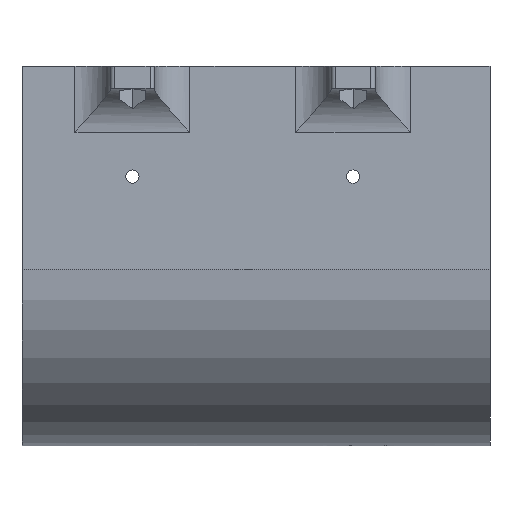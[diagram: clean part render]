
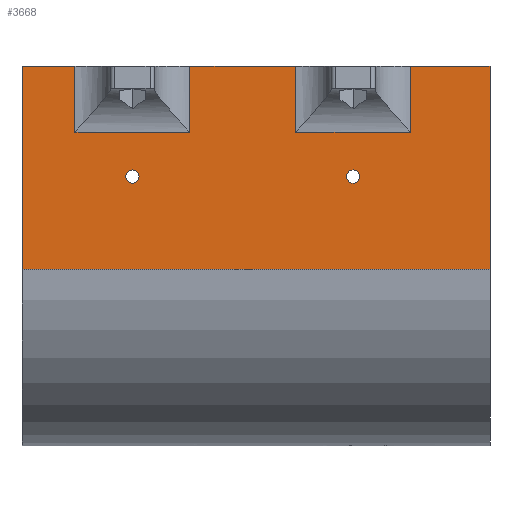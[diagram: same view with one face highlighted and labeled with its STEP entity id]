
A CAD part, left-side view. The second image highlights one B-rep face of the part: STEP entity #3668.
In plain terms, the highlighted planar face has unit normal (-1, 0, 0).
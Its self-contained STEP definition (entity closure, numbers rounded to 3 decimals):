
#15 = CARTESIAN_POINT ( 'NONE',  ( -40., 35., -2.5 ) ) ;
#129 = CIRCLE ( 'NONE', #1152, 1.5 ) ;
#147 = VERTEX_POINT ( 'NONE', #4811 ) ;
#157 = EDGE_CURVE ( 'NONE', #2931, #5105, #5468, .T. ) ;
#160 = CARTESIAN_POINT ( 'NONE',  ( -40., 85., -4. ) ) ;
#172 = CARTESIAN_POINT ( 'NONE',  ( -40., 98., 26. ) ) ;
#190 = VECTOR ( 'NONE', #4001, 1000. ) ;
#198 = PLANE ( 'NONE',  #4724 ) ;
#204 = VECTOR ( 'NONE', #3977, 1000. ) ;
#281 = ORIENTED_EDGE ( 'NONE', *, *, #2605, .F. ) ;
#330 = FACE_BOUND ( 'NONE', #3047, .T. ) ;
#416 = ORIENTED_EDGE ( 'NONE', *, *, #3375, .F. ) ;
#429 = ORIENTED_EDGE ( 'NONE', *, *, #5400, .F. ) ;
#515 = CARTESIAN_POINT ( 'NONE',  ( -40., 72., 6. ) ) ;
#518 = VECTOR ( 'NONE', #5668, 1000. ) ;
#522 = ORIENTED_EDGE ( 'NONE', *, *, #3949, .T. ) ;
#546 = VECTOR ( 'NONE', #2645, 1000. ) ;
#576 = VECTOR ( 'NONE', #2620, 1000. ) ;
#627 = LINE ( 'NONE', #4286, #1709 ) ;
#632 = DIRECTION ( 'NONE',  ( 0., 0., 1. ) ) ;
#639 = VERTEX_POINT ( 'NONE', #5659 ) ;
#642 = DIRECTION ( 'NONE',  ( -1., 0., 0. ) ) ;
#724 = EDGE_CURVE ( 'NONE', #147, #1633, #1904, .T. ) ;
#756 = DIRECTION ( 'NONE',  ( 0., 0., -1. ) ) ;
#956 = DIRECTION ( 'NONE',  ( 0., 0., 1. ) ) ;
#1001 = LINE ( 'NONE', #4461, #190 ) ;
#1003 = DIRECTION ( 'NONE',  ( 0., 0., -1. ) ) ;
#1152 = AXIS2_PLACEMENT_3D ( 'NONE', #160, #3419, #632 ) ;
#1156 = DIRECTION ( 'NONE',  ( -1., 0., 0. ) ) ;
#1218 = VECTOR ( 'NONE', #956, 1000. ) ;
#1221 = CARTESIAN_POINT ( 'NONE',  ( -40., 90., 21. ) ) ;
#1343 = CARTESIAN_POINT ( 'NONE',  ( -40., 35., -4. ) ) ;
#1358 = CARTESIAN_POINT ( 'NONE',  ( -40., 22., 21. ) ) ;
#1368 = EDGE_CURVE ( 'NONE', #1628, #3260, #1701, .T. ) ;
#1500 = LINE ( 'NONE', #2196, #5194 ) ;
#1527 = VECTOR ( 'NONE', #3104, 1000. ) ;
#1598 = CARTESIAN_POINT ( 'NONE',  ( -40., 98., 6. ) ) ;
#1599 = CARTESIAN_POINT ( 'NONE',  ( -40., 110., 21. ) ) ;
#1628 = VERTEX_POINT ( 'NONE', #4143 ) ;
#1633 = VERTEX_POINT ( 'NONE', #5270 ) ;
#1701 = CIRCLE ( 'NONE', #5677, 1.5 ) ;
#1709 = VECTOR ( 'NONE', #2918, 1000. ) ;
#1724 = ORIENTED_EDGE ( 'NONE', *, *, #157, .F. ) ;
#1733 = CARTESIAN_POINT ( 'NONE',  ( -40., 22., 6. ) ) ;
#1738 = EDGE_CURVE ( 'NONE', #3002, #4876, #3366, .T. ) ;
#1802 = DIRECTION ( 'NONE',  ( 0., 0., 1. ) ) ;
#1877 = EDGE_CURVE ( 'NONE', #2931, #5119, #3051, .T. ) ;
#1884 = ORIENTED_EDGE ( 'NONE', *, *, #1738, .T. ) ;
#1904 = CIRCLE ( 'NONE', #4088, 1.5 ) ;
#1909 = CARTESIAN_POINT ( 'NONE',  ( -40., 48., 26. ) ) ;
#1926 = EDGE_CURVE ( 'NONE', #639, #2560, #5213, .T. ) ;
#1952 = VERTEX_POINT ( 'NONE', #1733 ) ;
#1964 = ORIENTED_EDGE ( 'NONE', *, *, #2451, .F. ) ;
#2009 = VERTEX_POINT ( 'NONE', #3681 ) ;
#2154 = VECTOR ( 'NONE', #2963, 1000. ) ;
#2173 = CARTESIAN_POINT ( 'NONE',  ( -40., 48., 6. ) ) ;
#2180 = CARTESIAN_POINT ( 'NONE',  ( -40., 90., 21. ) ) ;
#2190 = EDGE_CURVE ( 'NONE', #639, #4876, #2986, .T. ) ;
#2196 = CARTESIAN_POINT ( 'NONE',  ( -40., 72., 26. ) ) ;
#2351 = VERTEX_POINT ( 'NONE', #4240 ) ;
#2357 = ORIENTED_EDGE ( 'NONE', *, *, #4677, .F. ) ;
#2420 = CARTESIAN_POINT ( 'NONE',  ( -40., 90., 21. ) ) ;
#2432 = LINE ( 'NONE', #3403, #2154 ) ;
#2451 = EDGE_CURVE ( 'NONE', #1633, #147, #129, .T. ) ;
#2468 = ORIENTED_EDGE ( 'NONE', *, *, #4153, .T. ) ;
#2560 = VERTEX_POINT ( 'NONE', #1599 ) ;
#2573 = DIRECTION ( 'NONE',  ( -1., 0., 0. ) ) ;
#2586 = LINE ( 'NONE', #5590, #1218 ) ;
#2605 = EDGE_CURVE ( 'NONE', #3260, #1628, #4984, .T. ) ;
#2620 = DIRECTION ( 'NONE',  ( 0., 1., 0. ) ) ;
#2645 = DIRECTION ( 'NONE',  ( 0., 1., 0. ) ) ;
#2686 = EDGE_CURVE ( 'NONE', #2835, #1952, #1001, .T. ) ;
#2798 = ORIENTED_EDGE ( 'NONE', *, *, #1368, .F. ) ;
#2817 = FACE_OUTER_BOUND ( 'NONE', #3243, .T. ) ;
#2835 = VERTEX_POINT ( 'NONE', #1358 ) ;
#2918 = DIRECTION ( 'NONE',  ( 0., -1., 0. ) ) ;
#2931 = VERTEX_POINT ( 'NONE', #3289 ) ;
#2951 = DIRECTION ( 'NONE',  ( 0., 0., -1. ) ) ;
#2963 = DIRECTION ( 'NONE',  ( 0., 0., -1. ) ) ;
#2986 = LINE ( 'NONE', #172, #4202 ) ;
#3002 = VERTEX_POINT ( 'NONE', #515 ) ;
#3017 = ORIENTED_EDGE ( 'NONE', *, *, #724, .F. ) ;
#3047 = EDGE_LOOP ( 'NONE', ( #3017, #1964 ) ) ;
#3051 = LINE ( 'NONE', #1221, #576 ) ;
#3104 = DIRECTION ( 'NONE',  ( 0., 1., 0. ) ) ;
#3243 = EDGE_LOOP ( 'NONE', ( #2357, #5708, #3741, #1724, #4118, #522, #1884, #4269, #5744, #416, #2468, #429 ) ) ;
#3260 = VERTEX_POINT ( 'NONE', #15 ) ;
#3289 = CARTESIAN_POINT ( 'NONE',  ( -40., 48., 21. ) ) ;
#3366 = LINE ( 'NONE', #5350, #204 ) ;
#3375 = EDGE_CURVE ( 'NONE', #2351, #2560, #2586, .T. ) ;
#3403 = CARTESIAN_POINT ( 'NONE',  ( -40., 4., 21. ) ) ;
#3419 = DIRECTION ( 'NONE',  ( -1., 0., 0. ) ) ;
#3425 = CARTESIAN_POINT ( 'NONE',  ( -40., 85., -4. ) ) ;
#3628 = AXIS2_PLACEMENT_3D ( 'NONE', #5351, #2573, #5816 ) ;
#3668 = ADVANCED_FACE ( 'NONE', ( #4190, #330, #2817 ), #198, .T. ) ;
#3681 = CARTESIAN_POINT ( 'NONE',  ( -40., 4., -25. ) ) ;
#3741 = ORIENTED_EDGE ( 'NONE', *, *, #4429, .T. ) ;
#3761 = CARTESIAN_POINT ( 'NONE',  ( -40., 4., 21. ) ) ;
#3902 = DIRECTION ( 'NONE',  ( 0., 0., 1. ) ) ;
#3932 = CARTESIAN_POINT ( 'NONE',  ( -40., 90., 0. ) ) ;
#3949 = EDGE_CURVE ( 'NONE', #5119, #3002, #1500, .T. ) ;
#3977 = DIRECTION ( 'NONE',  ( 0., 1., 0. ) ) ;
#4001 = DIRECTION ( 'NONE',  ( 0., 0., -1. ) ) ;
#4078 = CARTESIAN_POINT ( 'NONE',  ( -40., 48., 6. ) ) ;
#4088 = AXIS2_PLACEMENT_3D ( 'NONE', #3425, #642, #3902 ) ;
#4118 = ORIENTED_EDGE ( 'NONE', *, *, #1877, .T. ) ;
#4143 = CARTESIAN_POINT ( 'NONE',  ( -40., 35., -5.5 ) ) ;
#4153 = EDGE_CURVE ( 'NONE', #2351, #2009, #627, .T. ) ;
#4190 = FACE_BOUND ( 'NONE', #5943, .T. ) ;
#4202 = VECTOR ( 'NONE', #2951, 1000. ) ;
#4235 = VECTOR ( 'NONE', #1003, 1000. ) ;
#4240 = CARTESIAN_POINT ( 'NONE',  ( -40., 110., -25. ) ) ;
#4269 = ORIENTED_EDGE ( 'NONE', *, *, #2190, .F. ) ;
#4286 = CARTESIAN_POINT ( 'NONE',  ( -40., 90., -25. ) ) ;
#4389 = DIRECTION ( 'NONE',  ( 0., 0., 1. ) ) ;
#4429 = EDGE_CURVE ( 'NONE', #1952, #5105, #5486, .T. ) ;
#4461 = CARTESIAN_POINT ( 'NONE',  ( -40., 22., 26. ) ) ;
#4577 = DIRECTION ( 'NONE',  ( -1., 0., 0. ) ) ;
#4677 = EDGE_CURVE ( 'NONE', #2835, #5186, #5607, .T. ) ;
#4724 = AXIS2_PLACEMENT_3D ( 'NONE', #3932, #1156, #4389 ) ;
#4811 = CARTESIAN_POINT ( 'NONE',  ( -40., 85., -2.5 ) ) ;
#4876 = VERTEX_POINT ( 'NONE', #1598 ) ;
#4984 = CIRCLE ( 'NONE', #3628, 1.5 ) ;
#5105 = VERTEX_POINT ( 'NONE', #4078 ) ;
#5119 = VERTEX_POINT ( 'NONE', #5487 ) ;
#5186 = VERTEX_POINT ( 'NONE', #3761 ) ;
#5194 = VECTOR ( 'NONE', #756, 1000. ) ;
#5213 = LINE ( 'NONE', #2180, #1527 ) ;
#5270 = CARTESIAN_POINT ( 'NONE',  ( -40., 85., -5.5 ) ) ;
#5350 = CARTESIAN_POINT ( 'NONE',  ( -40., 98., 6. ) ) ;
#5351 = CARTESIAN_POINT ( 'NONE',  ( -40., 35., -4. ) ) ;
#5400 = EDGE_CURVE ( 'NONE', #5186, #2009, #2432, .T. ) ;
#5468 = LINE ( 'NONE', #1909, #4235 ) ;
#5486 = LINE ( 'NONE', #2173, #546 ) ;
#5487 = CARTESIAN_POINT ( 'NONE',  ( -40., 72., 21. ) ) ;
#5590 = CARTESIAN_POINT ( 'NONE',  ( -40., 110., 95. ) ) ;
#5607 = LINE ( 'NONE', #2420, #518 ) ;
#5659 = CARTESIAN_POINT ( 'NONE',  ( -40., 98., 21. ) ) ;
#5668 = DIRECTION ( 'NONE',  ( 0., -1., 0. ) ) ;
#5677 = AXIS2_PLACEMENT_3D ( 'NONE', #1343, #4577, #1802 ) ;
#5708 = ORIENTED_EDGE ( 'NONE', *, *, #2686, .T. ) ;
#5744 = ORIENTED_EDGE ( 'NONE', *, *, #1926, .T. ) ;
#5816 = DIRECTION ( 'NONE',  ( 0., 0., 1. ) ) ;
#5943 = EDGE_LOOP ( 'NONE', ( #281, #2798 ) ) ;
